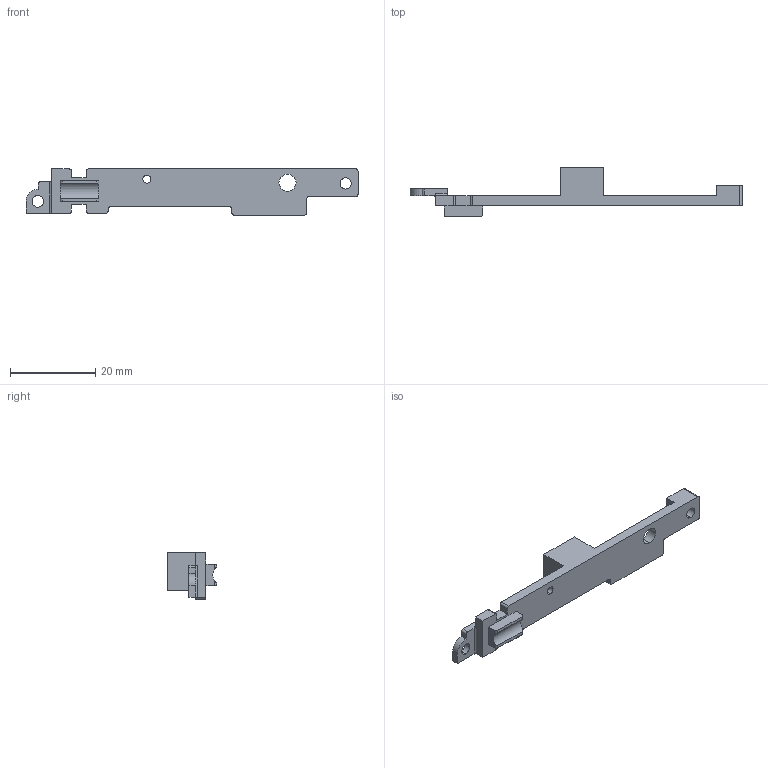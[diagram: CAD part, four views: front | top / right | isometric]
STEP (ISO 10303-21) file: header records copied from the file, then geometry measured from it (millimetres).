
FILE_DESCRIPTION (( 'STEP AP203' ), '1' );
FILE_NAME ('Typ-C Kabel Unterlage.STEP', '2024-02-20T14:10:33', ( '' ), ( '' ), 'SwSTEP 2.0', 'SolidWorks 2021', '' );
FILE_SCHEMA (( 'CONFIG_CONTROL_DESIGN' ));
Length unit declared in the file: millimetre
Products named in the file (1): Typ-C Kabel Unterlage
Bounding box: 77.7 x 11.5 x 10.8 mm (x, y, z)
Volume: 2056.4 mm3; surface area: 2430 mm2
Topology: 1 solids, 1 shells, 77 faces, 218 edges, 145 vertices
Faces by surface type: plane 43, cylinder 34
Entity records: 2627 total; most frequent: CARTESIAN_POINT 480, ORIENTED_EDGE 436, DIRECTION 431, EDGE_CURVE 218, LINE 151, VECTOR 151, VERTEX_POINT 145, AXIS2_PLACEMENT_3D 140
